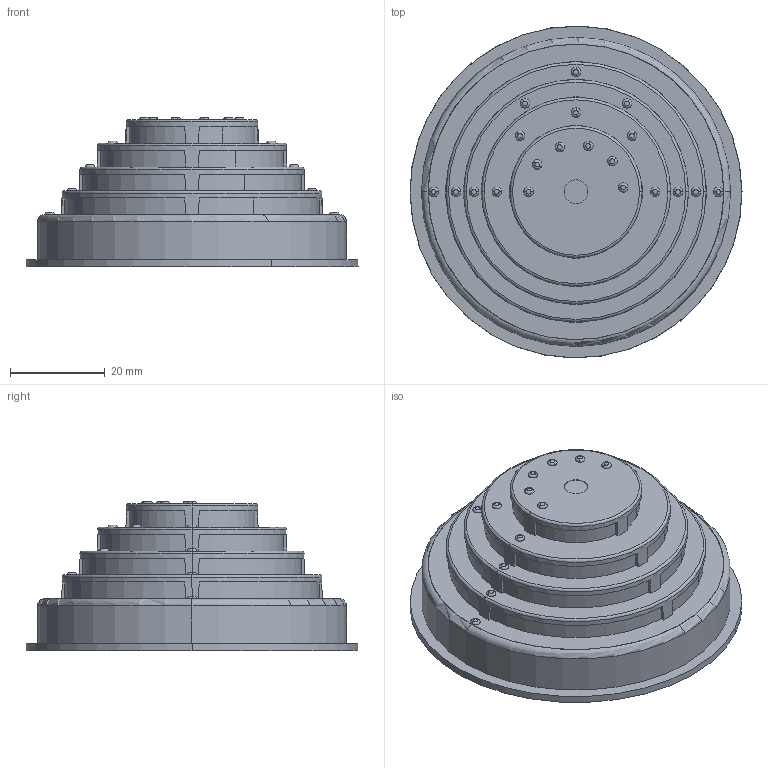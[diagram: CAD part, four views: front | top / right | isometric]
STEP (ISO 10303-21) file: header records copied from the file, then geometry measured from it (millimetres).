
FILE_DESCRIPTION(('CATIA V5 STEP Exchange','CAx-IF Rec.Pracs.--- Model Styling and Organization---1.4--- 2014-01-23','CAx-IF Rec.Pracs.---3D Tessellated Data Validation Properties---0.5---2014-09-14'),'2;1');
FILE_NAME('STEP_AIR590001_-_TST.stp','2021-03-29T14:23:44+00:00',('none'),('none'),'CATIA Version 5-6 Release 2019 SP3','CATIA V5 STEP AP242 v1','none');
FILE_SCHEMA(('AP242_MANAGED_MODEL_BASED_3D_ENGINEERING_MIM_LF {1 0 10303 442 1 1 4}'));
Length unit declared in the file: millimetre
Products named in the file (1): AIR590001 - TST
Bounding box: 70 x 69.99 x 31.5 mm (x, y, z)
Volume: 66273.5 mm3; surface area: 12954 mm2
Topology: 1 solids, 1 shells, 168 faces, 410 edges, 270 vertices
Faces by surface type: plane 76, torus 50, cylinder 26, cone 16
Entity records: 4639 total; most frequent: CARTESIAN_POINT 989, ORIENTED_EDGE 820, DIRECTION 578, EDGE_CURVE 410, AXIS2_PLACEMENT_3D 373, VERTEX_POINT 270, CIRCLE 256, EDGE_LOOP 194
